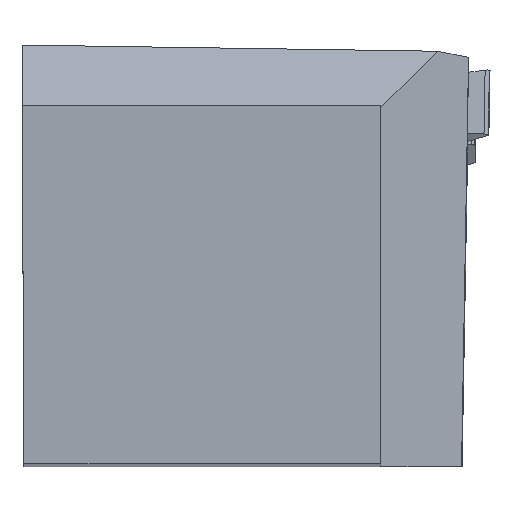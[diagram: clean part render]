
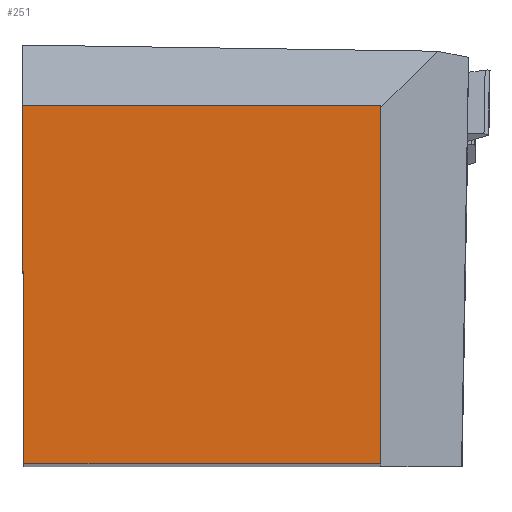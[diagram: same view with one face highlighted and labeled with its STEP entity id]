
A CAD part, top view. The second image highlights one B-rep face of the part: STEP entity #251.
In plain terms, the highlighted planar face has unit normal (0, 0, 1).
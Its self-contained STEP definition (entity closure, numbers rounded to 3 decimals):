
#251=ADVANCED_FACE('BLANK_BOXF006',(#373),#301,.F.);
#301=PLANE('',#1769);
#373=FACE_OUTER_BOUND('',#455,.T.);
#455=EDGE_LOOP('',(#879,#880,#881,#882));
#879=ORIENTED_EDGE('',*,*,#1276,.T.);
#880=ORIENTED_EDGE('',*,*,#1277,.T.);
#881=ORIENTED_EDGE('',*,*,#1278,.T.);
#882=ORIENTED_EDGE('',*,*,#1258,.T.);
#1051=VERTEX_POINT('',#3645);
#1052=VERTEX_POINT('',#3647);
#1064=VERTEX_POINT('',#3682);
#1065=VERTEX_POINT('',#3684);
#1258=EDGE_CURVE('',#1052,#1051,#1407,.T.);
#1276=EDGE_CURVE('',#1051,#1064,#1425,.T.);
#1277=EDGE_CURVE('',#1064,#1065,#1426,.T.);
#1278=EDGE_CURVE('',#1065,#1052,#1427,.T.);
#1407=LINE('',#3646,#1556);
#1425=LINE('',#3681,#1574);
#1426=LINE('',#3683,#1575);
#1427=LINE('',#3685,#1576);
#1556=VECTOR('',#2136,1.);
#1574=VECTOR('',#2164,1.);
#1575=VECTOR('',#2165,1.);
#1576=VECTOR('',#2166,1.);
#1769=AXIS2_PLACEMENT_3D('',#3686,#2167,#2168);
#2136=DIRECTION('',(1.,0.,0.));
#2164=DIRECTION('',(0.,1.,0.));
#2165=DIRECTION('',(-1.,0.,0.));
#2166=DIRECTION('',(0.004,-1.,0.));
#2167=DIRECTION('',(0.,0.,-1.));
#2168=DIRECTION('',(0.,-1.,0.));
#3645=CARTESIAN_POINT('',(31.85,0.,0.));
#3646=CARTESIAN_POINT('',(-171.35,0.,0.));
#3647=CARTESIAN_POINT('',(0.139,0.,0.));
#3681=CARTESIAN_POINT('',(31.85,-171.35,0.));
#3682=CARTESIAN_POINT('',(31.85,31.85,0.));
#3683=CARTESIAN_POINT('',(171.35,31.85,0.));
#3684=CARTESIAN_POINT('',(0.,31.85,0.));
#3685=CARTESIAN_POINT('',(-0.609,171.348,0.));
#3686=CARTESIAN_POINT('',(72.2,-5.,0.));
